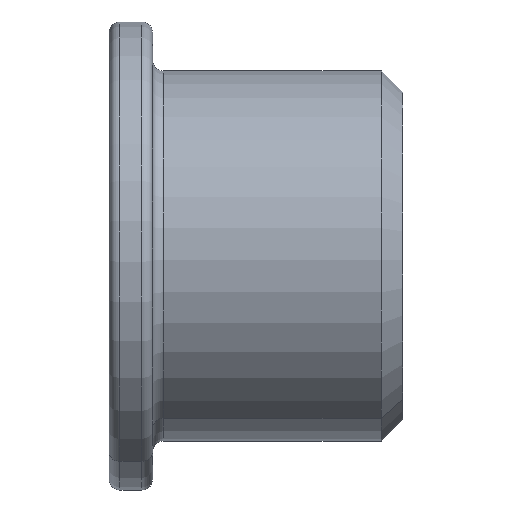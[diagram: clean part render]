
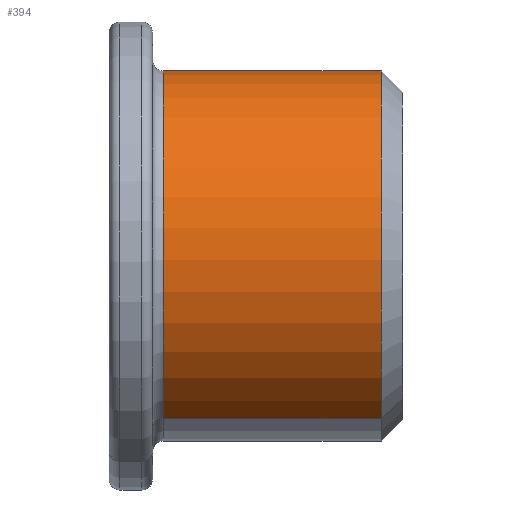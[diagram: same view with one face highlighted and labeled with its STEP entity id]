
A CAD part, left-side view. The second image highlights one B-rep face of the part: STEP entity #394.
In plain terms, the highlighted cylindrical face has radius 8.5 mm (diameter 17 mm), a partial arc.
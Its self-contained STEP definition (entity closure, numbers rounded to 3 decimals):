
#313=CARTESIAN_POINT('Vertex',(4.075,11.,7.459)) ;
#320=CARTESIAN_POINT('Vertex',(-4.075,11.,-7.459)) ;
#340=CARTESIAN_POINT('Axis2P3D Location',(0.,11.,0.)) ;
#352=CARTESIAN_POINT('Axis2P3D Location',(0.,6.75,0.)) ;
#357=CARTESIAN_POINT('Line Origine',(4.075,6.,7.459)) ;
#361=CARTESIAN_POINT('Vertex',(4.075,1.,7.459)) ;
#368=CARTESIAN_POINT('Vertex',(-4.075,1.,-7.459)) ;
#371=CARTESIAN_POINT('Line Origine',(-4.075,6.,-7.459)) ;
#383=CARTESIAN_POINT('Axis2P3D Location',(0.,1.,0.)) ;
#341=DIRECTION('Axis2P3D Direction',(0.,1.,0.)) ;
#353=DIRECTION('Axis2P3D Direction',(0.,1.,0.)) ;
#354=DIRECTION('Axis2P3D XDirection',(0.479,-0.,0.878)) ;
#358=DIRECTION('Vector Direction',(0.,1.,0.)) ;
#372=DIRECTION('Vector Direction',(0.,1.,0.)) ;
#384=DIRECTION('Axis2P3D Direction',(0.,1.,0.)) ;
#342=AXIS2_PLACEMENT_3D('Circle Axis2P3D',#340,#341,$) ;
#355=AXIS2_PLACEMENT_3D('Cylinder Axis2P3D',#352,#353,#354) ;
#385=AXIS2_PLACEMENT_3D('Circle Axis2P3D',#383,#384,$) ;
#389=ORIENTED_EDGE('',*,*,#344,.F.) ;
#390=ORIENTED_EDGE('',*,*,#375,.T.) ;
#391=ORIENTED_EDGE('',*,*,#387,.T.) ;
#392=ORIENTED_EDGE('',*,*,#363,.F.) ;
#359=VECTOR('Line Direction',#358,1.) ;
#373=VECTOR('Line Direction',#372,1.) ;
#394=ADVANCED_FACE('ENTRETOISES',(#393),#356,.T.) ;
#343=CIRCLE('generated circle',#342,8.5) ;
#386=CIRCLE('generated circle',#385,8.5) ;
#356=CYLINDRICAL_SURFACE('generated cylinder',#355,8.5) ;
#344=EDGE_CURVE('',#321,#314,#343,.T.) ;
#363=EDGE_CURVE('',#314,#362,#360,.F.) ;
#375=EDGE_CURVE('',#321,#369,#374,.F.) ;
#387=EDGE_CURVE('',#369,#362,#386,.T.) ;
#388=EDGE_LOOP('',(#389,#390,#391,#392)) ;
#393=FACE_OUTER_BOUND('',#388,.T.) ;
#360=LINE('Line',#357,#359) ;
#374=LINE('Line',#371,#373) ;
#314=VERTEX_POINT('',#313) ;
#321=VERTEX_POINT('',#320) ;
#362=VERTEX_POINT('',#361) ;
#369=VERTEX_POINT('',#368) ;
